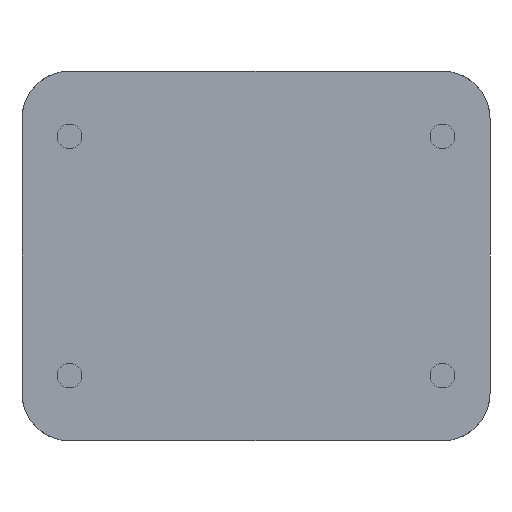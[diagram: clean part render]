
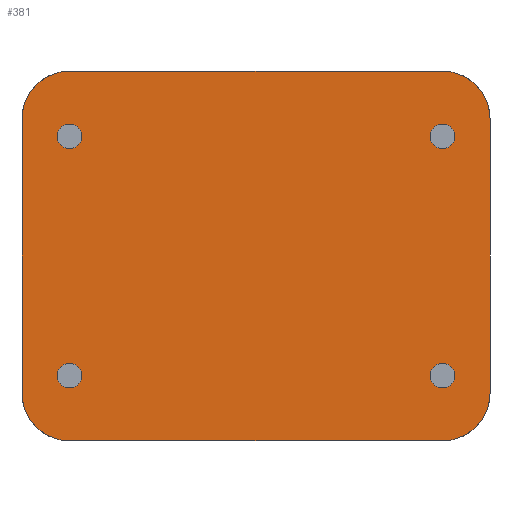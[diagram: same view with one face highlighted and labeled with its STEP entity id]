
A CAD part, front view. The second image highlights one B-rep face of the part: STEP entity #381.
In plain terms, the highlighted planar face has unit normal (0, -1, 0).
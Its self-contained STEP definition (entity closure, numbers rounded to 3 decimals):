
#20 = DIRECTION ( 'NONE',  ( 0., 0., -1. ) ) ;
#24 = ORIENTED_EDGE ( 'NONE', *, *, #765, .T. ) ;
#30 = VECTOR ( 'NONE', #20, 1000. ) ;
#39 = LINE ( 'NONE', #214, #115 ) ;
#51 = CIRCLE ( 'NONE', #809, 3.5 ) ;
#54 = CARTESIAN_POINT ( 'NONE',  ( 13.5, 0., 105. ) ) ;
#56 = DIRECTION ( 'NONE',  ( 0., -1., 0. ) ) ;
#69 = DIRECTION ( 'NONE',  ( 0., 0., 1. ) ) ;
#85 = DIRECTION ( 'NONE',  ( 0., -1., 0. ) ) ;
#93 = DIRECTION ( 'NONE',  ( 0., 0., -1. ) ) ;
#115 = VECTOR ( 'NONE', #583, 1000. ) ;
#118 = EDGE_LOOP ( 'NONE', ( #910, #314 ) ) ;
#122 = EDGE_CURVE ( 'NONE', #438, #252, #393, .T. ) ;
#125 = CARTESIAN_POINT ( 'NONE',  ( 13.5, 0., 15. ) ) ;
#135 = DIRECTION ( 'NONE',  ( 0., -1., 0. ) ) ;
#144 = CARTESIAN_POINT ( 'NONE',  ( 0., 0., 105. ) ) ;
#153 = ORIENTED_EDGE ( 'NONE', *, *, #246, .T. ) ;
#163 = DIRECTION ( 'NONE',  ( 0., -1., 0. ) ) ;
#167 = AXIS2_PLACEMENT_3D ( 'NONE', #866, #657, #454 ) ;
#169 = CARTESIAN_POINT ( 'NONE',  ( 119.5, 0., 18.5 ) ) ;
#171 = EDGE_CURVE ( 'NONE', #604, #361, #641, .T. ) ;
#173 = CARTESIAN_POINT ( 'NONE',  ( 133., 0., 91.5 ) ) ;
#177 = VERTEX_POINT ( 'NONE', #433 ) ;
#189 = CARTESIAN_POINT ( 'NONE',  ( 119.5, 0., 13.5 ) ) ;
#194 = CARTESIAN_POINT ( 'NONE',  ( 119.5, 0., 18.5 ) ) ;
#206 = FACE_BOUND ( 'NONE', #831, .T. ) ;
#214 = CARTESIAN_POINT ( 'NONE',  ( 0., 0., 0. ) ) ;
#225 = VERTEX_POINT ( 'NONE', #430 ) ;
#235 = CARTESIAN_POINT ( 'NONE',  ( 13.5, 0., 18.5 ) ) ;
#236 = CIRCLE ( 'NONE', #687, 13.5 ) ;
#246 = EDGE_CURVE ( 'NONE', #438, #755, #236, .T. ) ;
#247 = CARTESIAN_POINT ( 'NONE',  ( 13.5, 0., 86.5 ) ) ;
#248 = DIRECTION ( 'NONE',  ( 0., -1., 0. ) ) ;
#252 = VERTEX_POINT ( 'NONE', #620 ) ;
#260 = EDGE_CURVE ( 'NONE', #225, #278, #835, .T. ) ;
#263 = DIRECTION ( 'NONE',  ( 0., 0., -1. ) ) ;
#272 = EDGE_LOOP ( 'NONE', ( #435, #705 ) ) ;
#275 = CARTESIAN_POINT ( 'NONE',  ( 0., 0., 105. ) ) ;
#278 = VERTEX_POINT ( 'NONE', #502 ) ;
#299 = CARTESIAN_POINT ( 'NONE',  ( 13.5, 0., 91.5 ) ) ;
#309 = AXIS2_PLACEMENT_3D ( 'NONE', #235, #85, #468 ) ;
#312 = CARTESIAN_POINT ( 'NONE',  ( 133., 0., 105. ) ) ;
#314 = ORIENTED_EDGE ( 'NONE', *, *, #609, .F. ) ;
#322 = DIRECTION ( 'NONE',  ( 0., 0., -1. ) ) ;
#323 = CIRCLE ( 'NONE', #630, 3.5 ) ;
#326 = AXIS2_PLACEMENT_3D ( 'NONE', #144, #802, #69 ) ;
#331 = DIRECTION ( 'NONE',  ( 0., -1., 0. ) ) ;
#334 = AXIS2_PLACEMENT_3D ( 'NONE', #897, #331, #263 ) ;
#338 = CARTESIAN_POINT ( 'NONE',  ( 0., 0., 91.5 ) ) ;
#342 = VECTOR ( 'NONE', #909, 1000. ) ;
#344 = CARTESIAN_POINT ( 'NONE',  ( 0., 0., 105. ) ) ;
#345 = VERTEX_POINT ( 'NONE', #54 ) ;
#346 = DIRECTION ( 'NONE',  ( 0., 0., -1. ) ) ;
#361 = VERTEX_POINT ( 'NONE', #869 ) ;
#362 = EDGE_CURVE ( 'NONE', #361, #490, #927, .T. ) ;
#379 = EDGE_CURVE ( 'NONE', #345, #604, #751, .T. ) ;
#381 = ADVANCED_FACE ( 'NONE', ( #622, #578, #814, #206, #443 ), #579, .F. ) ;
#382 = EDGE_CURVE ( 'NONE', #490, #177, #39, .T. ) ;
#393 = LINE ( 'NONE', #312, #30 ) ;
#402 = VERTEX_POINT ( 'NONE', #632 ) ;
#416 = VECTOR ( 'NONE', #836, 1000. ) ;
#420 = CARTESIAN_POINT ( 'NONE',  ( 13.5, 0., 86.5 ) ) ;
#426 = ORIENTED_EDGE ( 'NONE', *, *, #171, .T. ) ;
#428 = ORIENTED_EDGE ( 'NONE', *, *, #754, .F. ) ;
#430 = CARTESIAN_POINT ( 'NONE',  ( 119.5, 0., 83. ) ) ;
#431 = EDGE_CURVE ( 'NONE', #528, #785, #796, .T. ) ;
#432 = DIRECTION ( 'NONE',  ( 0., 0., 1. ) ) ;
#433 = CARTESIAN_POINT ( 'NONE',  ( 119.5, 0., 0. ) ) ;
#435 = ORIENTED_EDGE ( 'NONE', *, *, #762, .F. ) ;
#438 = VERTEX_POINT ( 'NONE', #173 ) ;
#442 = CIRCLE ( 'NONE', #936, 13.5 ) ;
#443 = FACE_OUTER_BOUND ( 'NONE', #767, .T. ) ;
#453 = VERTEX_POINT ( 'NONE', #544 ) ;
#454 = DIRECTION ( 'NONE',  ( 0., 0., 1. ) ) ;
#455 = ORIENTED_EDGE ( 'NONE', *, *, #471, .F. ) ;
#468 = DIRECTION ( 'NONE',  ( 0., 0., -1. ) ) ;
#471 = EDGE_CURVE ( 'NONE', #453, #818, #323, .T. ) ;
#489 = CIRCLE ( 'NONE', #613, 3.5 ) ;
#490 = VERTEX_POINT ( 'NONE', #752 ) ;
#502 = CARTESIAN_POINT ( 'NONE',  ( 119.5, 0., 90. ) ) ;
#509 = LINE ( 'NONE', #275, #342 ) ;
#519 = EDGE_CURVE ( 'NONE', #763, #402, #753, .T. ) ;
#528 = VERTEX_POINT ( 'NONE', #601 ) ;
#544 = CARTESIAN_POINT ( 'NONE',  ( 13.5, 0., 83. ) ) ;
#555 = EDGE_CURVE ( 'NONE', #818, #453, #51, .T. ) ;
#569 = ORIENTED_EDGE ( 'NONE', *, *, #555, .F. ) ;
#575 = DIRECTION ( 'NONE',  ( 0., 0., -1. ) ) ;
#578 = FACE_BOUND ( 'NONE', #590, .T. ) ;
#579 = PLANE ( 'NONE',  #326 ) ;
#582 = ORIENTED_EDGE ( 'NONE', *, *, #382, .T. ) ;
#583 = DIRECTION ( 'NONE',  ( 1., 0., 0. ) ) ;
#589 = ORIENTED_EDGE ( 'NONE', *, *, #260, .F. ) ;
#590 = EDGE_LOOP ( 'NONE', ( #455, #569 ) ) ;
#601 = CARTESIAN_POINT ( 'NONE',  ( 119.5, 0., 22. ) ) ;
#604 = VERTEX_POINT ( 'NONE', #338 ) ;
#609 = EDGE_CURVE ( 'NONE', #402, #763, #679, .T. ) ;
#613 = AXIS2_PLACEMENT_3D ( 'NONE', #194, #712, #346 ) ;
#620 = CARTESIAN_POINT ( 'NONE',  ( 133., 0., 13.5 ) ) ;
#621 = AXIS2_PLACEMENT_3D ( 'NONE', #169, #248, #93 ) ;
#622 = FACE_BOUND ( 'NONE', #118, .T. ) ;
#630 = AXIS2_PLACEMENT_3D ( 'NONE', #247, #163, #322 ) ;
#632 = CARTESIAN_POINT ( 'NONE',  ( 13.5, 0., 22. ) ) ;
#633 = CARTESIAN_POINT ( 'NONE',  ( 13.5, 0., 90. ) ) ;
#638 = CARTESIAN_POINT ( 'NONE',  ( 119.5, 0., 15. ) ) ;
#641 = LINE ( 'NONE', #344, #416 ) ;
#657 = DIRECTION ( 'NONE',  ( 0., -1., 0. ) ) ;
#671 = ORIENTED_EDGE ( 'NONE', *, *, #845, .F. ) ;
#673 = ORIENTED_EDGE ( 'NONE', *, *, #362, .T. ) ;
#679 = CIRCLE ( 'NONE', #334, 3.5 ) ;
#687 = AXIS2_PLACEMENT_3D ( 'NONE', #771, #699, #907 ) ;
#699 = DIRECTION ( 'NONE',  ( 0., -1., 0. ) ) ;
#704 = DIRECTION ( 'NONE',  ( 0., -1., 0. ) ) ;
#705 = ORIENTED_EDGE ( 'NONE', *, *, #431, .F. ) ;
#712 = DIRECTION ( 'NONE',  ( 0., -1., 0. ) ) ;
#720 = CIRCLE ( 'NONE', #781, 3.5 ) ;
#723 = CARTESIAN_POINT ( 'NONE',  ( 119.5, 0., 86.5 ) ) ;
#741 = AXIS2_PLACEMENT_3D ( 'NONE', #723, #56, #850 ) ;
#751 = CIRCLE ( 'NONE', #847, 13.5 ) ;
#752 = CARTESIAN_POINT ( 'NONE',  ( 13.5, 0., 0. ) ) ;
#753 = CIRCLE ( 'NONE', #309, 3.5 ) ;
#754 = EDGE_CURVE ( 'NONE', #345, #755, #509, .T. ) ;
#755 = VERTEX_POINT ( 'NONE', #779 ) ;
#762 = EDGE_CURVE ( 'NONE', #785, #528, #489, .T. ) ;
#763 = VERTEX_POINT ( 'NONE', #125 ) ;
#764 = DIRECTION ( 'NONE',  ( 0., -1., 0. ) ) ;
#765 = EDGE_CURVE ( 'NONE', #177, #252, #442, .T. ) ;
#767 = EDGE_LOOP ( 'NONE', ( #426, #673, #582, #24, #826, #153, #428, #859 ) ) ;
#771 = CARTESIAN_POINT ( 'NONE',  ( 119.5, 0., 91.5 ) ) ;
#779 = CARTESIAN_POINT ( 'NONE',  ( 119.5, 0., 105. ) ) ;
#781 = AXIS2_PLACEMENT_3D ( 'NONE', #865, #135, #575 ) ;
#785 = VERTEX_POINT ( 'NONE', #638 ) ;
#796 = CIRCLE ( 'NONE', #621, 3.5 ) ;
#802 = DIRECTION ( 'NONE',  ( 0., 1., 0. ) ) ;
#809 = AXIS2_PLACEMENT_3D ( 'NONE', #420, #764, #834 ) ;
#814 = FACE_BOUND ( 'NONE', #272, .T. ) ;
#818 = VERTEX_POINT ( 'NONE', #633 ) ;
#826 = ORIENTED_EDGE ( 'NONE', *, *, #122, .F. ) ;
#831 = EDGE_LOOP ( 'NONE', ( #589, #671 ) ) ;
#834 = DIRECTION ( 'NONE',  ( 0., 0., -1. ) ) ;
#835 = CIRCLE ( 'NONE', #741, 3.5 ) ;
#836 = DIRECTION ( 'NONE',  ( 0., 0., -1. ) ) ;
#845 = EDGE_CURVE ( 'NONE', #278, #225, #720, .T. ) ;
#847 = AXIS2_PLACEMENT_3D ( 'NONE', #299, #935, #929 ) ;
#850 = DIRECTION ( 'NONE',  ( 0., 0., -1. ) ) ;
#859 = ORIENTED_EDGE ( 'NONE', *, *, #379, .T. ) ;
#865 = CARTESIAN_POINT ( 'NONE',  ( 119.5, 0., 86.5 ) ) ;
#866 = CARTESIAN_POINT ( 'NONE',  ( 13.5, 0., 13.5 ) ) ;
#869 = CARTESIAN_POINT ( 'NONE',  ( 0., 0., 13.5 ) ) ;
#897 = CARTESIAN_POINT ( 'NONE',  ( 13.5, 0., 18.5 ) ) ;
#907 = DIRECTION ( 'NONE',  ( 0., 0., 1. ) ) ;
#909 = DIRECTION ( 'NONE',  ( 1., 0., 0. ) ) ;
#910 = ORIENTED_EDGE ( 'NONE', *, *, #519, .F. ) ;
#927 = CIRCLE ( 'NONE', #167, 13.5 ) ;
#929 = DIRECTION ( 'NONE',  ( 0., 0., 1. ) ) ;
#935 = DIRECTION ( 'NONE',  ( 0., -1., 0. ) ) ;
#936 = AXIS2_PLACEMENT_3D ( 'NONE', #189, #704, #432 ) ;
